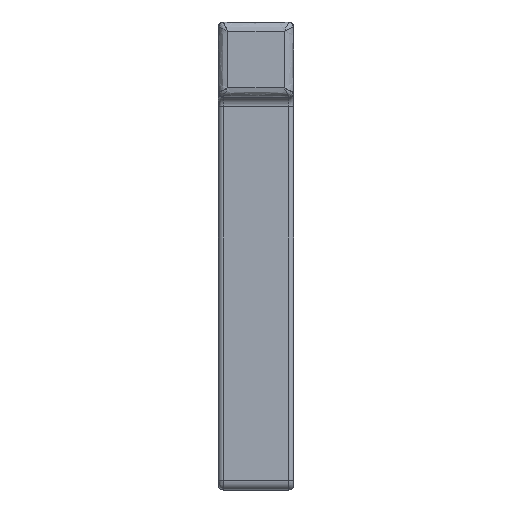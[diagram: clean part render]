
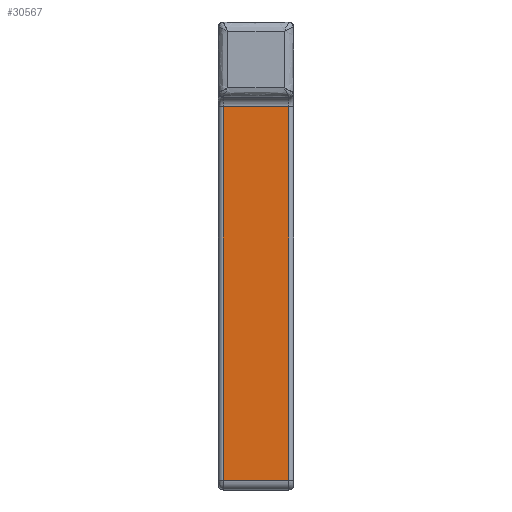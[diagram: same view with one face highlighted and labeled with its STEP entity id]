
A CAD part, left-side view. The second image highlights one B-rep face of the part: STEP entity #30567.
In plain terms, the highlighted free-form (B-spline) face has degree [1, 1] with [2, 2] control points.
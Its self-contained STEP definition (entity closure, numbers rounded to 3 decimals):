
#30567 = ADVANCED_FACE('',(#30568),#30598,.T.);
#30568 = FACE_BOUND('',#30569,.T.);
#30569 = EDGE_LOOP('',(#30570,#30579,#30586,#30593));
#30570 = ORIENTED_EDGE('',*,*,#30571,.F.);
#30571 = EDGE_CURVE('',#30572,#30574,#30576,.T.);
#30572 = VERTEX_POINT('',#30573);
#30573 = CARTESIAN_POINT('',(-12.815,-1.804,
    -12.3));
#30574 = VERTEX_POINT('',#30575);
#30575 = CARTESIAN_POINT('',(-12.815,1.804,
    -12.3));
#30576 = B_SPLINE_CURVE_WITH_KNOTS('',1,(#30577,#30578),.UNSPECIFIED.,
  .F.,.F.,(2,2),(0.25,3.75),.PIECEWISE_BEZIER_KNOTS.);
#30577 = CARTESIAN_POINT('',(-12.815,-1.804,
    -12.3));
#30578 = CARTESIAN_POINT('',(-12.815,1.804,
    -12.3));
#30579 = ORIENTED_EDGE('',*,*,#30580,.T.);
#30580 = EDGE_CURVE('',#30572,#30581,#30583,.T.);
#30581 = VERTEX_POINT('',#30582);
#30582 = CARTESIAN_POINT('',(-12.815,-1.804,
    8.178));
#30583 = B_SPLINE_CURVE_WITH_KNOTS('',1,(#30584,#30585),.UNSPECIFIED.,
  .F.,.F.,(2,2),(-20.37,-0.5),.PIECEWISE_BEZIER_KNOTS.);
#30584 = CARTESIAN_POINT('',(-12.815,-1.804,
    -12.3));
#30585 = CARTESIAN_POINT('',(-12.815,-1.804,
    8.178));
#30586 = ORIENTED_EDGE('',*,*,#30587,.T.);
#30587 = EDGE_CURVE('',#30581,#30588,#30590,.T.);
#30588 = VERTEX_POINT('',#30589);
#30589 = CARTESIAN_POINT('',(-12.815,1.804,
    8.178));
#30590 = B_SPLINE_CURVE_WITH_KNOTS('',1,(#30591,#30592),.UNSPECIFIED.,
  .F.,.F.,(2,2),(0.25,3.75),.PIECEWISE_BEZIER_KNOTS.);
#30591 = CARTESIAN_POINT('',(-12.815,-1.804,
    8.178));
#30592 = CARTESIAN_POINT('',(-12.815,1.804,
    8.178));
#30593 = ORIENTED_EDGE('',*,*,#30594,.F.);
#30594 = EDGE_CURVE('',#30574,#30588,#30595,.T.);
#30595 = B_SPLINE_CURVE_WITH_KNOTS('',1,(#30596,#30597),.UNSPECIFIED.,
  .F.,.F.,(2,2),(-20.37,-0.5),.PIECEWISE_BEZIER_KNOTS.);
#30596 = CARTESIAN_POINT('',(-12.815,1.804,
    -12.3));
#30597 = CARTESIAN_POINT('',(-12.815,1.804,
    8.178));
#30598 = B_SPLINE_SURFACE_WITH_KNOTS('',1,1,(
    (#30599,#30600)
    ,(#30601,#30602
    )),.UNSPECIFIED.,.F.,.F.,.F.,(2,2),(2,2),(-20.37,-0.5),(0.25,3.75),
  .PIECEWISE_BEZIER_KNOTS.);
#30599 = CARTESIAN_POINT('',(-12.815,-1.804,
    -12.3));
#30600 = CARTESIAN_POINT('',(-12.815,1.804,
    -12.3));
#30601 = CARTESIAN_POINT('',(-12.815,-1.804,
    8.178));
#30602 = CARTESIAN_POINT('',(-12.815,1.804,
    8.178));
